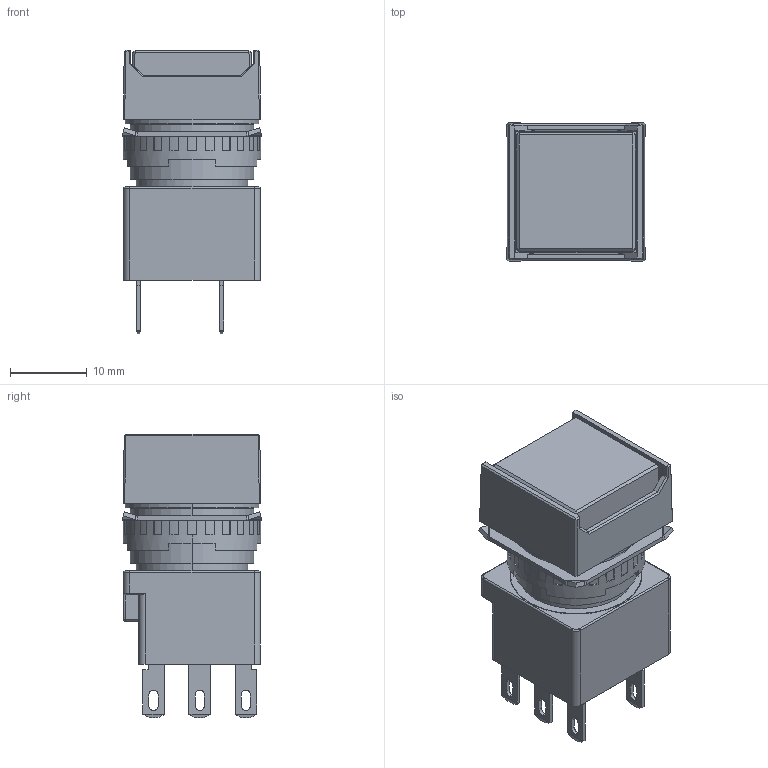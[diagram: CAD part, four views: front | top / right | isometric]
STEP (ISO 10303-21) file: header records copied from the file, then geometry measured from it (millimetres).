
FILE_DESCRIPTION (( 'STEP AP214' ), '1' );
FILE_NAME ('23_LB2B-[M][A]1Tx$.STEP', '2020-09-25T00:13:36', ( 'IDEC' ), ( 'IDEC' ), 'SwSTEP 2.0', 'SolidWorks 2019', '' );
FILE_SCHEMA (( 'AUTOMOTIVE_DESIGN' ));
Length unit declared in the file: millimetre
Products named in the file (5): LB-BODY-Q; LB-NUT-SET; LB-OPERATOR-Q; 23_LB2B-[M][A]1Tx$; LB-T2
Assembly tree (4 placements, depth 2):
  23_LB2B-[M][A]1Tx$
    LB-BODY-Q
    LB-OPERATOR-Q
    LB-T2
    LB-NUT-SET
Bounding box: 18.07 x 18.07 x 36.9 mm (x, y, z)
Volume: 7554.2 mm3; surface area: 5544.9 mm2
Topology: 4 solids, 4 shells, 429 faces, 1127 edges, 712 vertices
Faces by surface type: plane 279, cylinder 128, bspline 20, cone 2
Entity records: 15327 total; most frequent: CARTESIAN_POINT 3007, ORIENTED_EDGE 2242, DIRECTION 2152, EDGE_CURVE 1121, VECTOR 758, LINE 758, VERTEX_POINT 712, AXIS2_PLACEMENT_3D 697
